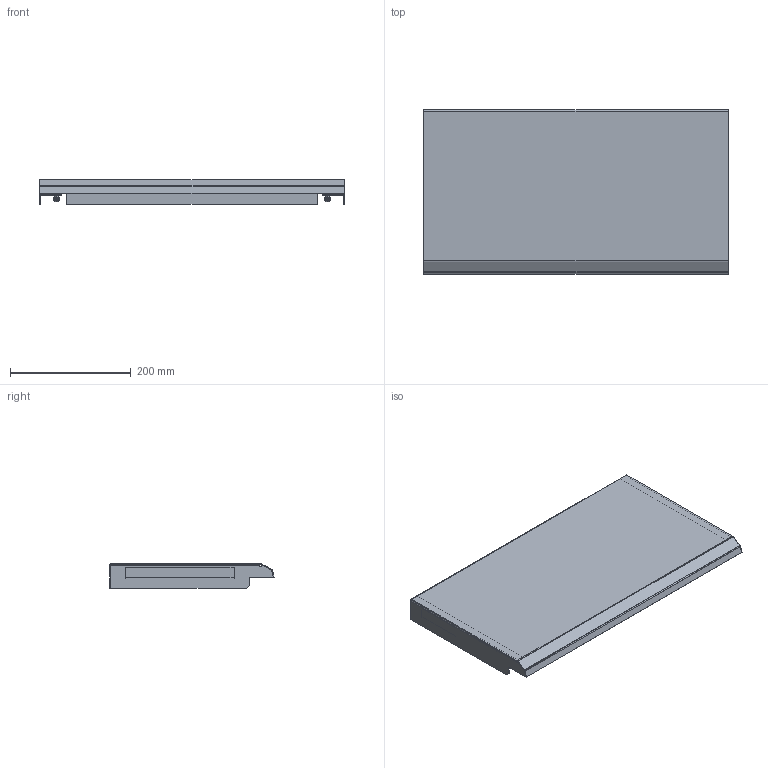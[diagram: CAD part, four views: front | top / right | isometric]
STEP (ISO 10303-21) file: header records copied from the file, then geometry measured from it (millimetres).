
FILE_DESCRIPTION (( 'STEP AP203' ), '1' );
FILE_NAME ('U8013502505 ﾊ鰀靍裲 鈞隆 UC2_UC2M 50.25 (000.801.030-04).STEP', '2022-04-28T13:13:42', ( '' ), ( '' ), 'SwSTEP 2.0', 'SolidWorks 2017', '' );
FILE_SCHEMA (( 'CONFIG_CONTROL_DESIGN' ));
Length unit declared in the file: millimetre
Products named in the file (9): 004-319 Ñòåíêà_‡¥àª «ì­® ®âà §¨âì152; 000.213.006 ﾊ鰀靍裲 鈞隆 蓁 UC2 60.25_50.25; 027-133 扻踑薷獥50.25; Çàêëåïêà ðåçüáîâàÿ óìåíüøåííûé áîðòèê ñ íàñå÷êîé_Œ5å11,5; 004-319 栺樇罻_25; 026-589 赶鎀鍧_25; U8013502505 ﾊ鰀靍裲 鈞隆 UC2_UC2M 50.25 (000.801.030-04); Êîëüöî ñòîïîðíîå 300 íåéëîí 6 DUBO (Ì5) Ø029; 鎔艜 DIN 967_DIN 967-M5x16-z
Assembly tree (18 placements, depth 3):
  U8013502505 ﾊ鰀靍裲 鈞隆 UC2_UC2M 50.25 (000.801.030-04)
    000.213.006 ﾊ鰀靍裲 鈞隆 蓁 UC2 60.25_50.25
      027-133 扻踑薷獥50.25
      004-319 栺樇罻_25
      026-589 赶鎀鍧_25  x2
      004-319 Ñòåíêà_‡¥àª «ì­® ®âà §¨âì152
    Çàêëåïêà ðåçüáîâàÿ óìåíüøåííûé áîðòèê ñ íàñå÷êîé_Œ5å11,5  x4
    鎔艜 DIN 967_DIN 967-M5x16-z  x4
    Êîëüöî ñòîïîðíîå 300 íåéëîí 6 DUBO (Ì5) Ø029  x4
Bounding box: 506 x 272.99 x 41.2 mm (x, y, z)
Volume: 251678.1 mm3; surface area: 423992.8 mm2
Topology: 17 solids, 17 shells, 372 faces, 846 edges, 520 vertices
Faces by surface type: plane 196, cylinder 96, cone 48, torus 24, sphere 8
Entity records: 5775 total; most frequent: DIRECTION 848, CARTESIAN_POINT 797, ORIENTED_EDGE 732, EDGE_CURVE 366, AXIS2_PLACEMENT_3D 306, LINE 236, VECTOR 236, VERTEX_POINT 223
